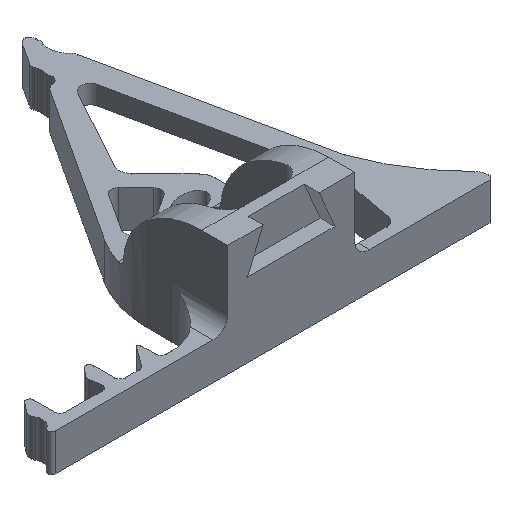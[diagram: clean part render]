
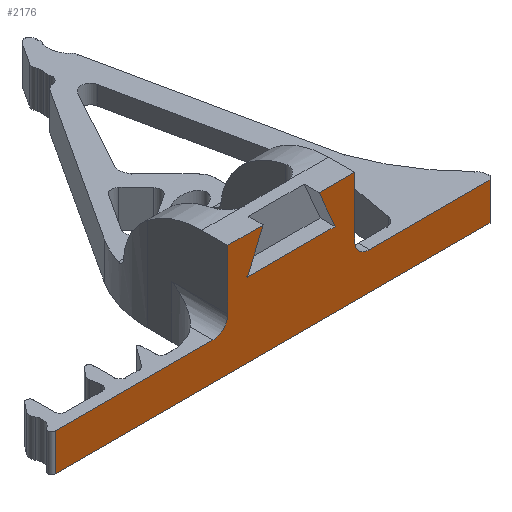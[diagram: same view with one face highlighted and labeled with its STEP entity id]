
A CAD part, isometric view. The second image highlights one B-rep face of the part: STEP entity #2176.
In plain terms, the highlighted planar face has unit normal (0, -1, 0).
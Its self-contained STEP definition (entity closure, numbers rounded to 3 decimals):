
#70=PLANE('',#2399);
#164=FACE_OUTER_BOUND('',#279,.T.);
#279=EDGE_LOOP('',(#1842,#1843,#1844,#1845,#1846,#1847,#1848,#1849,#1850,
#1851,#1852,#1853,#1854,#1855));
#342=LINE('',#3184,#551);
#354=LINE('',#3225,#563);
#396=LINE('',#3403,#605);
#414=LINE('',#3476,#623);
#484=LINE('',#3707,#693);
#485=LINE('',#3710,#694);
#486=LINE('',#3712,#695);
#487=LINE('',#3714,#696);
#488=LINE('',#3716,#697);
#489=LINE('',#3718,#698);
#490=LINE('',#3720,#699);
#491=LINE('',#3721,#700);
#551=VECTOR('',#2516,10.);
#563=VECTOR('',#2550,10.);
#605=VECTOR('',#2694,10.);
#623=VECTOR('',#2746,10.);
#693=VECTOR('',#2962,1.);
#694=VECTOR('',#2965,10.);
#695=VECTOR('',#2966,10.);
#696=VECTOR('',#2967,10.);
#697=VECTOR('',#2968,10.);
#698=VECTOR('',#2969,10.);
#699=VECTOR('',#2970,10.);
#700=VECTOR('',#2971,10.);
#814=CIRCLE('',#2311,4.);
#828=CIRCLE('',#2328,4.);
#886=VERTEX_POINT('',#3181);
#887=VERTEX_POINT('',#3183);
#904=VERTEX_POINT('',#3222);
#905=VERTEX_POINT('',#3224);
#996=VERTEX_POINT('',#3424);
#997=VERTEX_POINT('',#3426);
#1020=VERTEX_POINT('',#3474);
#1025=VERTEX_POINT('',#3497);
#1049=VERTEX_POINT('',#3709);
#1050=VERTEX_POINT('',#3711);
#1051=VERTEX_POINT('',#3713);
#1052=VERTEX_POINT('',#3715);
#1053=VERTEX_POINT('',#3717);
#1054=VERTEX_POINT('',#3719);
#1107=EDGE_CURVE('',#886,#887,#342,.T.);
#1127=EDGE_CURVE('',#904,#905,#354,.T.);
#1217=EDGE_CURVE('',#887,#904,#396,.T.);
#1225=EDGE_CURVE('',#996,#997,#814,.T.);
#1250=EDGE_CURVE('',#1020,#996,#414,.T.);
#1255=EDGE_CURVE('',#1025,#886,#828,.T.);
#1343=EDGE_CURVE('',#905,#1020,#484,.T.);
#1344=EDGE_CURVE('',#1049,#1025,#485,.T.);
#1345=EDGE_CURVE('',#1050,#1049,#486,.T.);
#1346=EDGE_CURVE('',#1050,#1051,#487,.T.);
#1347=EDGE_CURVE('',#1051,#1052,#488,.T.);
#1348=EDGE_CURVE('',#1052,#1053,#489,.T.);
#1349=EDGE_CURVE('',#1053,#1054,#490,.T.);
#1350=EDGE_CURVE('',#997,#1054,#491,.T.);
#1842=ORIENTED_EDGE('',*,*,#1217,.F.);
#1843=ORIENTED_EDGE('',*,*,#1107,.F.);
#1844=ORIENTED_EDGE('',*,*,#1255,.F.);
#1845=ORIENTED_EDGE('',*,*,#1344,.F.);
#1846=ORIENTED_EDGE('',*,*,#1345,.F.);
#1847=ORIENTED_EDGE('',*,*,#1346,.T.);
#1848=ORIENTED_EDGE('',*,*,#1347,.T.);
#1849=ORIENTED_EDGE('',*,*,#1348,.T.);
#1850=ORIENTED_EDGE('',*,*,#1349,.T.);
#1851=ORIENTED_EDGE('',*,*,#1350,.F.);
#1852=ORIENTED_EDGE('',*,*,#1225,.F.);
#1853=ORIENTED_EDGE('',*,*,#1250,.F.);
#1854=ORIENTED_EDGE('',*,*,#1343,.F.);
#1855=ORIENTED_EDGE('',*,*,#1127,.F.);
#2176=ADVANCED_FACE('',(#164),#70,.T.);
#2311=AXIS2_PLACEMENT_3D('',#3427,#2705,#2706);
#2328=AXIS2_PLACEMENT_3D('',#3499,#2752,#2753);
#2399=AXIS2_PLACEMENT_3D('',#3708,#2963,#2964);
#2516=DIRECTION('',(1.,0.,0.));
#2550=DIRECTION('',(-1.,0.,0.));
#2694=DIRECTION('',(0.,0.,-1.));
#2705=DIRECTION('center_axis',(0.,-1.,0.));
#2706=DIRECTION('ref_axis',(0.707,0.,-0.707));
#2746=DIRECTION('',(1.,0.,0.));
#2752=DIRECTION('center_axis',(0.,-1.,0.));
#2753=DIRECTION('ref_axis',(-0.707,0.,-0.707));
#2962=DIRECTION('',(0.,0.,1.));
#2963=DIRECTION('center_axis',(0.,-1.,0.));
#2964=DIRECTION('ref_axis',(1.,0.,0.));
#2965=DIRECTION('',(0.,0.,-1.));
#2966=DIRECTION('',(1.,0.,0.));
#2967=DIRECTION('',(0.392,0.,-0.92));
#2968=DIRECTION('',(-1.,0.,0.));
#2969=DIRECTION('',(0.392,0.,0.92));
#2970=DIRECTION('',(-1.,0.,0.));
#2971=DIRECTION('',(0.,0.,1.));
#3181=CARTESIAN_POINT('',(76.,-3.,10.));
#3183=CARTESIAN_POINT('',(108.368,-3.,10.));
#3184=CARTESIAN_POINT('',(0.,-3.,10.));
#3222=CARTESIAN_POINT('',(108.368,-3.,0.));
#3224=CARTESIAN_POINT('',(-8.281,-3.,0.));
#3225=CARTESIAN_POINT('',(100.,-3.,0.));
#3403=CARTESIAN_POINT('',(108.368,-3.,0.));
#3424=CARTESIAN_POINT('',(34.,-3.,10.));
#3426=CARTESIAN_POINT('',(38.,-3.,14.));
#3427=CARTESIAN_POINT('Origin',(34.,-3.,14.));
#3474=CARTESIAN_POINT('',(-8.281,-3.,10.));
#3476=CARTESIAN_POINT('',(0.,-3.,10.));
#3497=CARTESIAN_POINT('',(72.,-3.,14.));
#3499=CARTESIAN_POINT('Origin',(76.,-3.,14.));
#3707=CARTESIAN_POINT('',(-8.281,-3.,10.));
#3708=CARTESIAN_POINT('Origin',(0.,-3.,0.));
#3709=CARTESIAN_POINT('',(72.,-3.,30.));
#3710=CARTESIAN_POINT('',(72.,-3.,30.));
#3711=CARTESIAN_POINT('',(62.5,-3.,30.));
#3712=CARTESIAN_POINT('',(40.,-3.,30.));
#3713=CARTESIAN_POINT('',(66.767,-3.,20.));
#3714=CARTESIAN_POINT('',(65.235,-3.,23.591));
#3715=CARTESIAN_POINT('',(43.233,-3.,20.));
#3716=CARTESIAN_POINT('',(21.616,-3.,20.));
#3717=CARTESIAN_POINT('',(47.5,-3.,30.));
#3718=CARTESIAN_POINT('',(38.427,-3.,8.737));
#3719=CARTESIAN_POINT('',(38.,-3.,30.));
#3720=CARTESIAN_POINT('',(40.,-3.,30.));
#3721=CARTESIAN_POINT('',(38.,-3.,10.));
